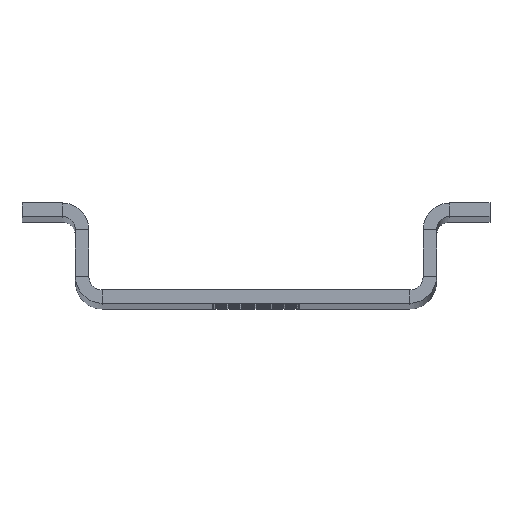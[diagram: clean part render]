
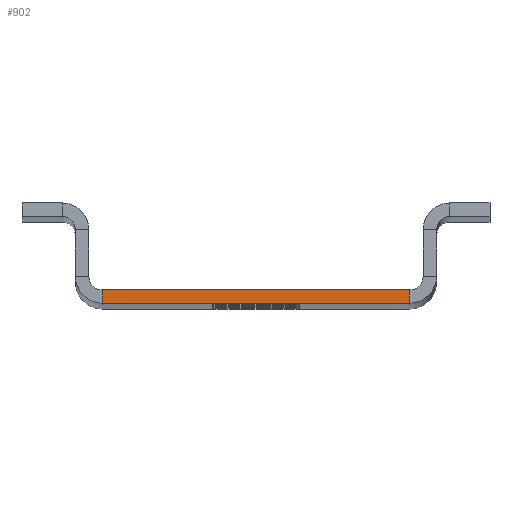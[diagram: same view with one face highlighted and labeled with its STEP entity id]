
A CAD part, top view. The second image highlights one B-rep face of the part: STEP entity #902.
In plain terms, the highlighted planar face has unit normal (0, 0, 1).
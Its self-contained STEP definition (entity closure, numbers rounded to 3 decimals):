
#158 = CARTESIAN_POINT ( 'NONE',  ( 12.5, 503.112, 125. ) ) ;
#175 = VERTEX_POINT ( 'NONE', #2155 ) ;
#261 = LINE ( 'NONE', #1750, #1452 ) ;
#307 = ORIENTED_EDGE ( 'NONE', *, *, #1978, .T. ) ;
#308 = LINE ( 'NONE', #982, #344 ) ;
#343 = PLANE ( 'NONE',  #1429 ) ;
#344 = VECTOR ( 'NONE', #2107, 1000. ) ;
#376 = VECTOR ( 'NONE', #1628, 1000. ) ;
#377 = LINE ( 'NONE', #927, #2028 ) ;
#436 = CARTESIAN_POINT ( 'NONE',  ( 11.5, 0., 125. ) ) ;
#648 = EDGE_CURVE ( 'NONE', #175, #763, #377, .T. ) ;
#763 = VERTEX_POINT ( 'NONE', #436 ) ;
#821 = EDGE_CURVE ( '������43', #175, #1120, #959, .T. ) ;
#833 = CARTESIAN_POINT ( 'NONE',  ( -11.5, 0., 125. ) ) ;
#838 = FACE_OUTER_BOUND ( 'NONE', #1230, .T. ) ;
#859 = EDGE_CURVE ( 'NONE', #1120, #1686, #308, .T. ) ;
#902 = ADVANCED_FACE ( '�����1', ( #838 ), #343, .T. ) ;
#927 = CARTESIAN_POINT ( 'NONE',  ( 11.5, 503.112, 125. ) ) ;
#959 = LINE ( 'NONE', #2149, #376 ) ;
#982 = CARTESIAN_POINT ( 'NONE',  ( -11.5, 503.112, 125. ) ) ;
#1120 = VERTEX_POINT ( 'NONE', #1414 ) ;
#1230 = EDGE_LOOP ( 'NONE', ( #307, #1831, #2183, #1687 ) ) ;
#1349 = DIRECTION ( 'NONE',  ( 1., 0., 0. ) ) ;
#1414 = CARTESIAN_POINT ( 'NONE',  ( -11.5, 1., 125. ) ) ;
#1429 = AXIS2_PLACEMENT_3D ( 'NONE', #158, #2158, #1349 ) ;
#1452 = VECTOR ( 'NONE', #1932, 1000. ) ;
#1553 = DIRECTION ( 'NONE',  ( 0., -1., 0. ) ) ;
#1628 = DIRECTION ( 'NONE',  ( -1., 0., 0. ) ) ;
#1686 = VERTEX_POINT ( 'NONE', #833 ) ;
#1687 = ORIENTED_EDGE ( 'NONE', *, *, #859, .T. ) ;
#1750 = CARTESIAN_POINT ( 'NONE',  ( -13.5, 0., 125. ) ) ;
#1831 = ORIENTED_EDGE ( 'NONE', *, *, #648, .F. ) ;
#1932 = DIRECTION ( 'NONE',  ( 1., 0., 0. ) ) ;
#1978 = EDGE_CURVE ( '������44', #1686, #763, #261, .T. ) ;
#2028 = VECTOR ( 'NONE', #1553, 1000. ) ;
#2107 = DIRECTION ( 'NONE',  ( 0., -1., 0. ) ) ;
#2149 = CARTESIAN_POINT ( 'NONE',  ( 12.5, 1., 125. ) ) ;
#2155 = CARTESIAN_POINT ( 'NONE',  ( 11.5, 1., 125. ) ) ;
#2158 = DIRECTION ( 'NONE',  ( 0., 0., 1. ) ) ;
#2183 = ORIENTED_EDGE ( 'NONE', *, *, #821, .T. ) ;
